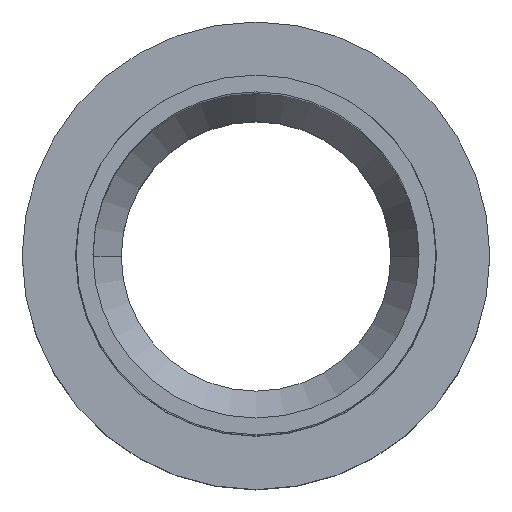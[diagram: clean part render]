
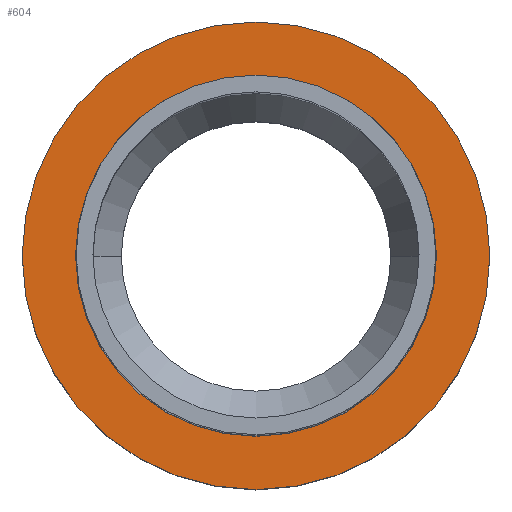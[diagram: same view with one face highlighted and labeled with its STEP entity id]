
A CAD part, top view. The second image highlights one B-rep face of the part: STEP entity #604.
In plain terms, the highlighted planar face has unit normal (0, 0, 1).
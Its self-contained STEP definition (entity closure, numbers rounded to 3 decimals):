
#56 = EDGE_CURVE ( 'NONE', #473, #442, #397, .T. ) ;
#66 = DIRECTION ( 'NONE',  ( 0., 0., 1. ) ) ;
#68 = DIRECTION ( 'NONE',  ( -1., 0., 0. ) ) ;
#71 = AXIS2_PLACEMENT_3D ( 'NONE', #531, #66, #292 ) ;
#81 = AXIS2_PLACEMENT_3D ( 'NONE', #194, #193, #191 ) ;
#99 = CARTESIAN_POINT ( 'NONE',  ( -137., 0., -390. ) ) ;
#102 = CARTESIAN_POINT ( 'NONE',  ( 137., 0., -390. ) ) ;
#122 = PLANE ( 'NONE',  #261 ) ;
#149 = DIRECTION ( 'NONE',  ( 0., 0., 1. ) ) ;
#176 = CIRCLE ( 'NONE', #586, 137. ) ;
#184 = AXIS2_PLACEMENT_3D ( 'NONE', #190, #149, #429 ) ;
#190 = CARTESIAN_POINT ( 'NONE',  ( 0., 0., -390. ) ) ;
#191 = DIRECTION ( 'NONE',  ( 1., 0., 0. ) ) ;
#193 = DIRECTION ( 'NONE',  ( 0., 0., 1. ) ) ;
#194 = CARTESIAN_POINT ( 'NONE',  ( 0., 0., -390. ) ) ;
#225 = CARTESIAN_POINT ( 'NONE',  ( 0., 0., -390. ) ) ;
#261 = AXIS2_PLACEMENT_3D ( 'NONE', #350, #532, #68 ) ;
#292 = DIRECTION ( 'NONE',  ( 1., 0., 0. ) ) ;
#326 = CARTESIAN_POINT ( 'NONE',  ( -177.5, 0., -390. ) ) ;
#350 = CARTESIAN_POINT ( 'NONE',  ( 0., 177.5, -390. ) ) ;
#360 = EDGE_LOOP ( 'NONE', ( #410, #411 ) ) ;
#371 = EDGE_CURVE ( 'NONE', #466, #440, #497, .T. ) ;
#387 = CIRCLE ( 'NONE', #71, 177.5 ) ;
#397 = CIRCLE ( 'NONE', #81, 177.5 ) ;
#404 = FACE_BOUND ( 'NONE', #470, .T. ) ;
#406 = ORIENTED_EDGE ( 'NONE', *, *, #371, .F. ) ;
#407 = ORIENTED_EDGE ( 'NONE', *, *, #523, .F. ) ;
#410 = ORIENTED_EDGE ( 'NONE', *, *, #56, .T. ) ;
#411 = ORIENTED_EDGE ( 'NONE', *, *, #588, .T. ) ;
#429 = DIRECTION ( 'NONE',  ( 1., 0., 0. ) ) ;
#440 = VERTEX_POINT ( 'NONE', #99 ) ;
#442 = VERTEX_POINT ( 'NONE', #326 ) ;
#445 = DIRECTION ( 'NONE',  ( 0., 0., 1. ) ) ;
#466 = VERTEX_POINT ( 'NONE', #102 ) ;
#470 = EDGE_LOOP ( 'NONE', ( #406, #407 ) ) ;
#473 = VERTEX_POINT ( 'NONE', #490 ) ;
#490 = CARTESIAN_POINT ( 'NONE',  ( 177.5, 0., -390. ) ) ;
#497 = CIRCLE ( 'NONE', #184, 137. ) ;
#523 = EDGE_CURVE ( 'NONE', #440, #466, #176, .T. ) ;
#531 = CARTESIAN_POINT ( 'NONE',  ( 0., 0., -390. ) ) ;
#532 = DIRECTION ( 'NONE',  ( 0., 0., -1. ) ) ;
#559 = FACE_OUTER_BOUND ( 'NONE', #360, .T. ) ;
#581 = DIRECTION ( 'NONE',  ( 1., 0., 0. ) ) ;
#586 = AXIS2_PLACEMENT_3D ( 'NONE', #225, #445, #581 ) ;
#588 = EDGE_CURVE ( 'NONE', #442, #473, #387, .T. ) ;
#604 = ADVANCED_FACE ( 'NONE', ( #404, #559 ), #122, .F. ) ;
